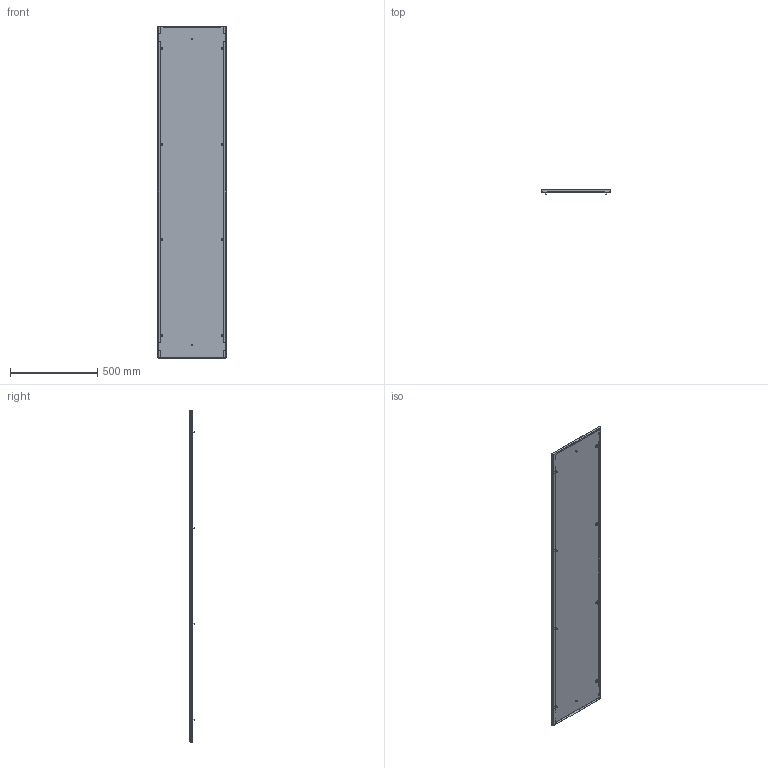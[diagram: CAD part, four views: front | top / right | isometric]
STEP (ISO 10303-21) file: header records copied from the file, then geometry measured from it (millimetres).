
FILE_DESCRIPTION(('CATIA V5 STEP Exchange'),'2;1');
FILE_NAME('PPEB1830.stp','2015-10-20T08:03:35+00:00',('none'),('none'),'CATIA Version 5 Release 20 SP 7 (IN-10)','CATIA V5 STEP AP214','none');
FILE_SCHEMA(('AUTOMOTIVE_DESIGN { 1 0 10303 214 1 1 1 1 }'));
Length unit declared in the file: millimetre
Products named in the file (3): PPEB1830; 861158; M6x27
Assembly tree (9 placements, depth 2):
  PPEB1830
    861158
    M6x27  x8
Bounding box: 391 x 27 x 1904 mm (x, y, z)
Volume: 702112.4 mm3; surface area: 1733971.8 mm2
Topology: 9 solids, 9 shells, 481 faces, 1169 edges, 734 vertices
Faces by surface type: cylinder 210, plane 187, cone 68, torus 16
Entity records: 7492 total; most frequent: CARTESIAN_POINT 1448, ORIENTED_EDGE 1218, DIRECTION 1050, EDGE_CURVE 609, VECTOR 419, LINE 419, AXIS2_PLACEMENT_3D 398, VERTEX_POINT 370
